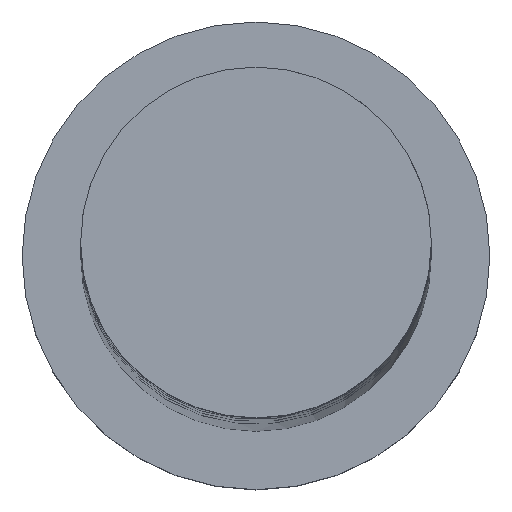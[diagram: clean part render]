
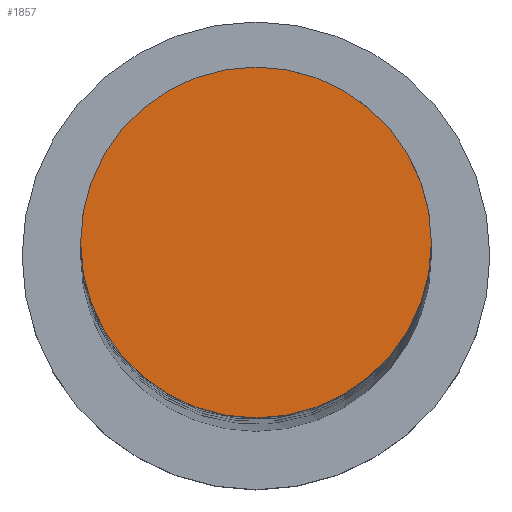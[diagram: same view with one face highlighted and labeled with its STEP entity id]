
A CAD part, top view. The second image highlights one B-rep face of the part: STEP entity #1857.
In plain terms, the highlighted planar face has unit normal (0, 0, 1).
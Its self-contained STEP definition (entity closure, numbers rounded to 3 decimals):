
#51 = DIRECTION ( 'NONE',  ( 0., 0., 1. ) ) ;
#55 = CARTESIAN_POINT ( 'NONE',  ( 0., 0., 400. ) ) ;
#280 = DIRECTION ( 'NONE',  ( 0., 0., 1. ) ) ;
#322 = CIRCLE ( 'NONE', #761, 9. ) ;
#348 = CARTESIAN_POINT ( 'NONE',  ( 0., 0., 400. ) ) ;
#532 = AXIS2_PLACEMENT_3D ( 'NONE', #55, #1619, #836 ) ;
#550 = DIRECTION ( 'NONE',  ( 1., 0., 0. ) ) ;
#702 = CARTESIAN_POINT ( 'NONE',  ( -9., 0., 400. ) ) ;
#761 = AXIS2_PLACEMENT_3D ( 'NONE', #875, #280, #550 ) ;
#836 = DIRECTION ( 'NONE',  ( 1., 0., 0. ) ) ;
#858 = CIRCLE ( 'NONE', #1553, 9. ) ;
#875 = CARTESIAN_POINT ( 'NONE',  ( 0., 0., 400. ) ) ;
#879 = ORIENTED_EDGE ( 'NONE', *, *, #1416, .T. ) ;
#974 = DIRECTION ( 'NONE',  ( 1., 0., 0. ) ) ;
#1043 = EDGE_CURVE ( 'NONE', #1724, #1214, #322, .T. ) ;
#1214 = VERTEX_POINT ( 'NONE', #1328 ) ;
#1301 = FACE_OUTER_BOUND ( 'NONE', #1325, .T. ) ;
#1308 = PLANE ( 'NONE',  #532 ) ;
#1325 = EDGE_LOOP ( 'NONE', ( #1519, #879 ) ) ;
#1328 = CARTESIAN_POINT ( 'NONE',  ( 9., 0., 400. ) ) ;
#1416 = EDGE_CURVE ( 'NONE', #1214, #1724, #858, .T. ) ;
#1519 = ORIENTED_EDGE ( 'NONE', *, *, #1043, .T. ) ;
#1553 = AXIS2_PLACEMENT_3D ( 'NONE', #348, #51, #974 ) ;
#1619 = DIRECTION ( 'NONE',  ( 0., 0., 1. ) ) ;
#1724 = VERTEX_POINT ( 'NONE', #702 ) ;
#1857 = ADVANCED_FACE ( 'NONE', ( #1301 ), #1308, .T. ) ;
